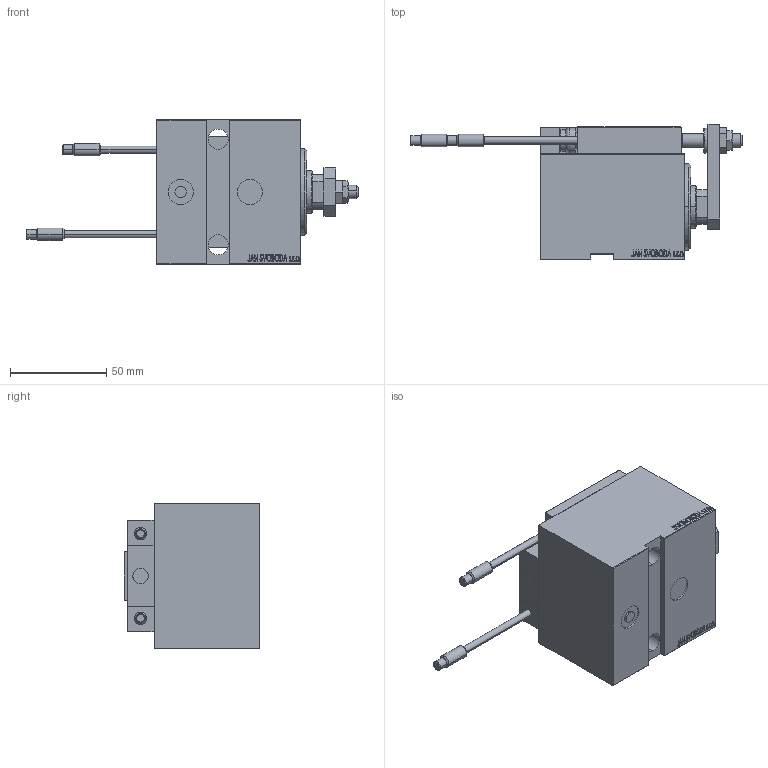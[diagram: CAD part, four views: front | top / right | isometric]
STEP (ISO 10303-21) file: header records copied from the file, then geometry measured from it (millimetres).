
FILE_DESCRIPTION (( 'STEP AP203' ), '1' );
FILE_NAME ('3ca3.STEP', '2024-02-11T09:09:14', ( '' ), ( '' ), 'SwSTEP 2.0', 'SolidWorks 2019', '' );
FILE_SCHEMA (( 'CONFIG_CONTROL_DESIGN' ));
Length unit declared in the file: millimetre
Products named in the file (16): 3ca3; NUT_D12 79d810b4e864f05bf79fbf86ad10e8f9; ZARAZKA 79d810b4e864f05bf79fbf86ad10e8f9; V450CM_E_VCP 79d810b4e864f05bf79fbf86ad10e8f9; V450CM_VC_B 79d810b4e864f05bf79fbf86ad10e8f9; ALLEN BOLT D8 79d810b4e864f05bf79fbf86ad10e8f9; Block 79d810b4e864f05bf79fbf86ad10e8f9; NUT_D10 79d810b4e864f05bf79fbf86ad10e8f9; SWITCH X 79d810b4e864f05bf79fbf86ad10e8f9; ALLEN BOLT D5 79d810b4e864f05bf79fbf86ad10e8f9; SWITCH DIM B,W 79d810b4e864f05bf79fbf86ad10e8f9; V450CM_E_Body 79d810b4e864f05bf79fbf86ad10e8f9; KONCOVKA_Y 79d810b4e864f05bf79fbf86ad10e8f9; MAGNET 79d810b4e864f05bf79fbf86ad10e8f9; SWITCH_X_FRONT_BACK 79d810b4e864f05bf79fbf86ad10e8f9; TYC_L79 79d810b4e864f05bf79fbf86ad10e8f9
Assembly tree (25 placements, depth 3):
  3ca3
    V450CM_E_Body 79d810b4e864f05bf79fbf86ad10e8f9
    V450CM_E_VCP 79d810b4e864f05bf79fbf86ad10e8f9
    V450CM_VC_B 79d810b4e864f05bf79fbf86ad10e8f9
    SWITCH X 79d810b4e864f05bf79fbf86ad10e8f9
      SWITCH_X_FRONT_BACK 79d810b4e864f05bf79fbf86ad10e8f9  x2
      TYC_L79 79d810b4e864f05bf79fbf86ad10e8f9
      Block 79d810b4e864f05bf79fbf86ad10e8f9  x2
      ALLEN BOLT D5 79d810b4e864f05bf79fbf86ad10e8f9  x4
      ALLEN BOLT D8 79d810b4e864f05bf79fbf86ad10e8f9  x4
      MAGNET 79d810b4e864f05bf79fbf86ad10e8f9  x2
      KONCOVKA_Y 79d810b4e864f05bf79fbf86ad10e8f9  x2
    SWITCH DIM B,W 79d810b4e864f05bf79fbf86ad10e8f9
    ZARAZKA 79d810b4e864f05bf79fbf86ad10e8f9
    NUT_D10 79d810b4e864f05bf79fbf86ad10e8f9
    NUT_D12 79d810b4e864f05bf79fbf86ad10e8f9
Bounding box: 172.7 x 70.5 x 75 mm (x, y, z)
Volume: 338634.4 mm3; surface area: 77091.9 mm2
Topology: 24 solids, 24 shells, 1295 faces, 3096 edges, 1974 vertices
Faces by surface type: plane 568, bspline 380, cylinder 174, cone 121, torus 48, sphere 4
Entity records: 49735 total; most frequent: CARTESIAN_POINT 25366, ORIENTED_EDGE 5168, DIRECTION 3443, EDGE_CURVE 2584, VERTEX_POINT 1686, LINE 1501, VECTOR 1501, EDGE_LOOP 1184
